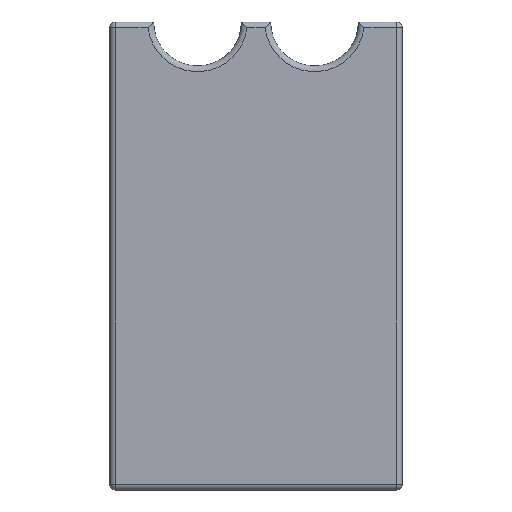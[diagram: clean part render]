
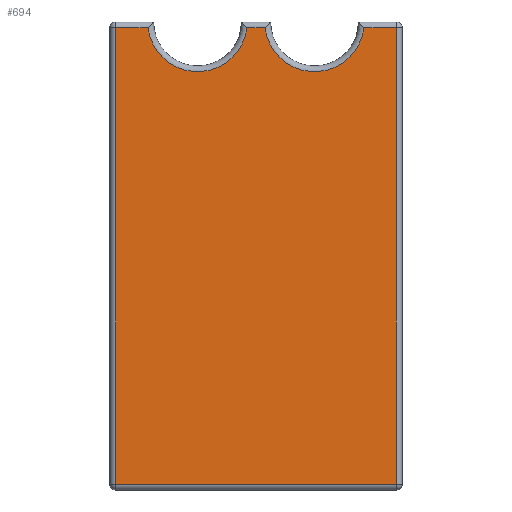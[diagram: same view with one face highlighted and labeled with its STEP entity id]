
A CAD part, top view. The second image highlights one B-rep face of the part: STEP entity #694.
In plain terms, the highlighted planar face has unit normal (0, 0, 1).
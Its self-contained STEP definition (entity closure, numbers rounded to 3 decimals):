
#32=PLANE('',#790);
#80=FACE_OUTER_BOUND('',#126,.T.);
#126=EDGE_LOOP('',(#573,#574,#575,#576,#577,#578,#579,#580));
#144=LINE('',#1059,#196);
#146=LINE('',#1067,#198);
#148=LINE('',#1075,#200);
#174=LINE('',#1230,#226);
#176=LINE('',#1268,#228);
#177=LINE('',#1302,#229);
#196=VECTOR('',#832,10.);
#198=VECTOR('',#840,10.);
#200=VECTOR('',#848,10.);
#226=VECTOR('',#966,10.);
#228=VECTOR('',#976,10.);
#229=VECTOR('',#985,10.);
#275=CIRCLE('',#783,8.5);
#278=CIRCLE('',#788,8.5);
#290=VERTEX_POINT('',#1052);
#293=VERTEX_POINT('',#1057);
#294=VERTEX_POINT('',#1061);
#297=VERTEX_POINT('',#1069);
#326=VERTEX_POINT('',#1229);
#327=VERTEX_POINT('',#1246);
#330=VERTEX_POINT('',#1267);
#331=VERTEX_POINT('',#1285);
#350=EDGE_CURVE('',#293,#290,#144,.T.);
#354=EDGE_CURVE('',#290,#294,#146,.T.);
#358=EDGE_CURVE('',#294,#297,#148,.T.);
#410=EDGE_CURVE('',#297,#326,#174,.T.);
#412=EDGE_CURVE('',#326,#327,#275,.T.);
#416=EDGE_CURVE('',#327,#330,#176,.T.);
#419=EDGE_CURVE('',#330,#331,#278,.T.);
#421=EDGE_CURVE('',#331,#293,#177,.T.);
#573=ORIENTED_EDGE('',*,*,#350,.F.);
#574=ORIENTED_EDGE('',*,*,#421,.F.);
#575=ORIENTED_EDGE('',*,*,#419,.F.);
#576=ORIENTED_EDGE('',*,*,#416,.F.);
#577=ORIENTED_EDGE('',*,*,#412,.F.);
#578=ORIENTED_EDGE('',*,*,#410,.F.);
#579=ORIENTED_EDGE('',*,*,#358,.F.);
#580=ORIENTED_EDGE('',*,*,#354,.F.);
#694=ADVANCED_FACE('',(#80),#32,.T.);
#783=AXIS2_PLACEMENT_3D('',#1247,#969,#970);
#788=AXIS2_PLACEMENT_3D('',#1286,#981,#982);
#790=AXIS2_PLACEMENT_3D('',#1303,#986,#987);
#832=DIRECTION('',(0.,-1.,0.));
#840=DIRECTION('',(-1.,0.,0.));
#848=DIRECTION('',(0.,1.,0.));
#966=DIRECTION('',(1.,0.,0.));
#969=DIRECTION('center_axis',(0.,0.,1.));
#970=DIRECTION('ref_axis',(0.,-1.,0.));
#976=DIRECTION('',(1.,0.,0.));
#981=DIRECTION('center_axis',(0.,0.,1.));
#982=DIRECTION('ref_axis',(0.,-1.,0.));
#985=DIRECTION('',(1.,0.,0.));
#986=DIRECTION('center_axis',(0.,0.,1.));
#987=DIRECTION('ref_axis',(1.,0.,0.));
#1052=CARTESIAN_POINT('',(49.,1.,7.));
#1057=CARTESIAN_POINT('',(49.,79.,7.));
#1059=CARTESIAN_POINT('',(49.,20.,7.));
#1061=CARTESIAN_POINT('',(1.,1.,7.));
#1067=CARTESIAN_POINT('',(12.5,1.,7.));
#1069=CARTESIAN_POINT('',(1.,79.,7.));
#1075=CARTESIAN_POINT('',(1.,60.,7.));
#1229=CARTESIAN_POINT('',(6.559,79.,7.));
#1230=CARTESIAN_POINT('',(16.25,79.,7.));
#1246=CARTESIAN_POINT('',(23.441,79.,7.));
#1247=CARTESIAN_POINT('Origin',(15.,80.,7.));
#1267=CARTESIAN_POINT('',(26.559,79.,7.));
#1268=CARTESIAN_POINT('',(26.25,79.,7.));
#1285=CARTESIAN_POINT('',(43.441,79.,7.));
#1286=CARTESIAN_POINT('Origin',(35.,80.,7.));
#1302=CARTESIAN_POINT('',(37.5,79.,7.));
#1303=CARTESIAN_POINT('Origin',(25.,40.,7.));
